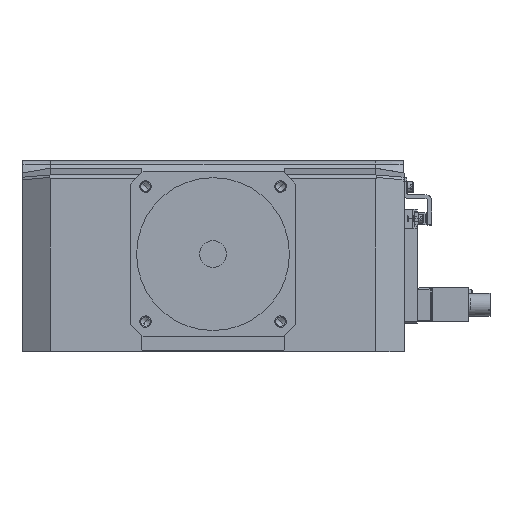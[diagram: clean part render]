
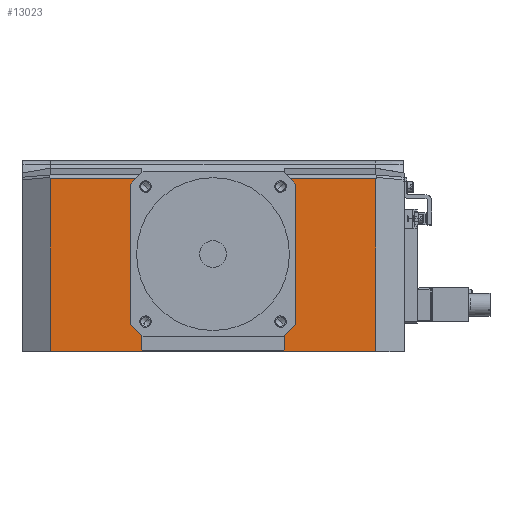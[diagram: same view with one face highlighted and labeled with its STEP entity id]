
A CAD part, front view. The second image highlights one B-rep face of the part: STEP entity #13023.
In plain terms, the highlighted planar face has unit normal (0, -1, 0).
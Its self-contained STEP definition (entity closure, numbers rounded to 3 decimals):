
#12769=CARTESIAN_POINT('Vertex',(-85.299,-29.,90.486)) ;
#12772=CARTESIAN_POINT('Line Origine',(-199.999,-29.,90.486)) ;
#12776=CARTESIAN_POINT('Vertex',(-37.499,-29.,90.486)) ;
#12880=CARTESIAN_POINT('Vertex',(-85.299,-29.,0.)) ;
#12883=CARTESIAN_POINT('Line Origine',(-85.299,-29.,45.243)) ;
#12904=CARTESIAN_POINT('Axis2P3D Location',(0.001,-29.,48.15)) ;
#12909=CARTESIAN_POINT('Line Origine',(37.25,-29.,90.05)) ;
#12913=CARTESIAN_POINT('Vertex',(37.,-29.,90.3)) ;
#12915=CARTESIAN_POINT('Vertex',(37.5,-29.,89.8)) ;
#12918=CARTESIAN_POINT('Line Origine',(37.5,-29.,45.3)) ;
#12922=CARTESIAN_POINT('Vertex',(37.5,-29.,0.8)) ;
#12925=CARTESIAN_POINT('Line Origine',(37.25,-29.,0.55)) ;
#12929=CARTESIAN_POINT('Vertex',(37.,-29.,0.3)) ;
#12932=CARTESIAN_POINT('Line Origine',(0.,-29.,0.3)) ;
#12936=CARTESIAN_POINT('Vertex',(-37.,-29.,0.3)) ;
#12939=CARTESIAN_POINT('Line Origine',(-37.25,-29.,0.55)) ;
#12943=CARTESIAN_POINT('Vertex',(-37.5,-29.,0.8)) ;
#12946=CARTESIAN_POINT('Line Origine',(-37.5,-29.,45.3)) ;
#12950=CARTESIAN_POINT('Vertex',(-37.5,-29.,89.8)) ;
#12953=CARTESIAN_POINT('Line Origine',(-37.25,-29.,90.05)) ;
#12957=CARTESIAN_POINT('Vertex',(-37.,-29.,90.3)) ;
#12960=CARTESIAN_POINT('Line Origine',(-37.25,-29.,90.3)) ;
#12964=CARTESIAN_POINT('Vertex',(-37.499,-29.,90.3)) ;
#12967=CARTESIAN_POINT('Line Origine',(-37.499,-29.,90.393)) ;
#12972=CARTESIAN_POINT('Line Origine',(0.001,-29.,0.)) ;
#12976=CARTESIAN_POINT('Vertex',(85.301,-29.,0.)) ;
#12979=CARTESIAN_POINT('Line Origine',(85.301,-29.,45.243)) ;
#12983=CARTESIAN_POINT('Vertex',(85.301,-29.,90.486)) ;
#12986=CARTESIAN_POINT('Line Origine',(61.401,-29.,90.486)) ;
#12990=CARTESIAN_POINT('Vertex',(37.501,-29.,90.486)) ;
#12993=CARTESIAN_POINT('Line Origine',(37.501,-29.,90.393)) ;
#12997=CARTESIAN_POINT('Vertex',(37.501,-29.,90.3)) ;
#13000=CARTESIAN_POINT('Line Origine',(37.251,-29.,90.3)) ;
#12773=DIRECTION('Vector Direction',(1.,0.,0.)) ;
#12884=DIRECTION('Vector Direction',(0.,0.,-1.)) ;
#12905=DIRECTION('Axis2P3D Direction',(0.,1.,0.)) ;
#12906=DIRECTION('Axis2P3D XDirection',(0.,0.,1.)) ;
#12910=DIRECTION('Vector Direction',(0.707,0.,-0.707)) ;
#12919=DIRECTION('Vector Direction',(0.,0.,1.)) ;
#12926=DIRECTION('Vector Direction',(-0.707,0.,-0.707)) ;
#12933=DIRECTION('Vector Direction',(1.,0.,0.)) ;
#12940=DIRECTION('Vector Direction',(-0.707,0.,0.707)) ;
#12947=DIRECTION('Vector Direction',(0.,0.,-1.)) ;
#12954=DIRECTION('Vector Direction',(0.707,0.,0.707)) ;
#12961=DIRECTION('Vector Direction',(-1.,0.,0.)) ;
#12968=DIRECTION('Vector Direction',(0.,0.,1.)) ;
#12973=DIRECTION('Vector Direction',(-1.,0.,0.)) ;
#12980=DIRECTION('Vector Direction',(0.,0.,1.)) ;
#12987=DIRECTION('Vector Direction',(-1.,0.,0.)) ;
#12994=DIRECTION('Vector Direction',(0.,0.,-1.)) ;
#13001=DIRECTION('Vector Direction',(-1.,0.,0.)) ;
#12907=AXIS2_PLACEMENT_3D('Plane Axis2P3D',#12904,#12905,#12906) ;
#13006=ORIENTED_EDGE('',*,*,#12917,.T.) ;
#13007=ORIENTED_EDGE('',*,*,#12924,.F.) ;
#13008=ORIENTED_EDGE('',*,*,#12931,.T.) ;
#13009=ORIENTED_EDGE('',*,*,#12938,.F.) ;
#13010=ORIENTED_EDGE('',*,*,#12945,.T.) ;
#13011=ORIENTED_EDGE('',*,*,#12952,.F.) ;
#13012=ORIENTED_EDGE('',*,*,#12959,.T.) ;
#13013=ORIENTED_EDGE('',*,*,#12966,.T.) ;
#13014=ORIENTED_EDGE('',*,*,#12971,.T.) ;
#13015=ORIENTED_EDGE('',*,*,#12778,.T.) ;
#13016=ORIENTED_EDGE('',*,*,#12887,.T.) ;
#13017=ORIENTED_EDGE('',*,*,#12978,.F.) ;
#13018=ORIENTED_EDGE('',*,*,#12985,.T.) ;
#13019=ORIENTED_EDGE('',*,*,#12992,.T.) ;
#13020=ORIENTED_EDGE('',*,*,#12999,.T.) ;
#13021=ORIENTED_EDGE('',*,*,#13004,.T.) ;
#12774=VECTOR('Line Direction',#12773,1.) ;
#12885=VECTOR('Line Direction',#12884,1.) ;
#12911=VECTOR('Line Direction',#12910,1.) ;
#12920=VECTOR('Line Direction',#12919,1.) ;
#12927=VECTOR('Line Direction',#12926,1.) ;
#12934=VECTOR('Line Direction',#12933,1.) ;
#12941=VECTOR('Line Direction',#12940,1.) ;
#12948=VECTOR('Line Direction',#12947,1.) ;
#12955=VECTOR('Line Direction',#12954,1.) ;
#12962=VECTOR('Line Direction',#12961,1.) ;
#12969=VECTOR('Line Direction',#12968,1.) ;
#12974=VECTOR('Line Direction',#12973,1.) ;
#12981=VECTOR('Line Direction',#12980,1.) ;
#12988=VECTOR('Line Direction',#12987,1.) ;
#12995=VECTOR('Line Direction',#12994,1.) ;
#13002=VECTOR('Line Direction',#13001,1.) ;
#13023=ADVANCED_FACE('LINEAREINHEIT',(#13022),#12908,.F.) ;
#12778=EDGE_CURVE('',#12777,#12770,#12775,.F.) ;
#12887=EDGE_CURVE('',#12770,#12881,#12886,.T.) ;
#12917=EDGE_CURVE('',#12914,#12916,#12912,.T.) ;
#12924=EDGE_CURVE('',#12923,#12916,#12921,.T.) ;
#12931=EDGE_CURVE('',#12923,#12930,#12928,.T.) ;
#12938=EDGE_CURVE('',#12937,#12930,#12935,.T.) ;
#12945=EDGE_CURVE('',#12937,#12944,#12942,.T.) ;
#12952=EDGE_CURVE('',#12951,#12944,#12949,.T.) ;
#12959=EDGE_CURVE('',#12951,#12958,#12956,.T.) ;
#12966=EDGE_CURVE('',#12958,#12965,#12963,.T.) ;
#12971=EDGE_CURVE('',#12965,#12777,#12970,.T.) ;
#12978=EDGE_CURVE('',#12977,#12881,#12975,.T.) ;
#12985=EDGE_CURVE('',#12977,#12984,#12982,.T.) ;
#12992=EDGE_CURVE('',#12984,#12991,#12989,.T.) ;
#12999=EDGE_CURVE('',#12991,#12998,#12996,.T.) ;
#13004=EDGE_CURVE('',#12998,#12914,#13003,.T.) ;
#13005=EDGE_LOOP('',(#13006,#13007,#13008,#13009,#13010,#13011,#13012,#13013,#13014,#13015,#13016,#13017,#13018,#13019,#13020,#13021)) ;
#13022=FACE_OUTER_BOUND('',#13005,.T.) ;
#12775=LINE('Line',#12772,#12774) ;
#12886=LINE('Line',#12883,#12885) ;
#12912=LINE('Line',#12909,#12911) ;
#12921=LINE('Line',#12918,#12920) ;
#12928=LINE('Line',#12925,#12927) ;
#12935=LINE('Line',#12932,#12934) ;
#12942=LINE('Line',#12939,#12941) ;
#12949=LINE('Line',#12946,#12948) ;
#12956=LINE('Line',#12953,#12955) ;
#12963=LINE('Line',#12960,#12962) ;
#12970=LINE('Line',#12967,#12969) ;
#12975=LINE('Line',#12972,#12974) ;
#12982=LINE('Line',#12979,#12981) ;
#12989=LINE('Line',#12986,#12988) ;
#12996=LINE('Line',#12993,#12995) ;
#13003=LINE('Line',#13000,#13002) ;
#12908=PLANE('Plane',#12907) ;
#12770=VERTEX_POINT('',#12769) ;
#12777=VERTEX_POINT('',#12776) ;
#12881=VERTEX_POINT('',#12880) ;
#12914=VERTEX_POINT('',#12913) ;
#12916=VERTEX_POINT('',#12915) ;
#12923=VERTEX_POINT('',#12922) ;
#12930=VERTEX_POINT('',#12929) ;
#12937=VERTEX_POINT('',#12936) ;
#12944=VERTEX_POINT('',#12943) ;
#12951=VERTEX_POINT('',#12950) ;
#12958=VERTEX_POINT('',#12957) ;
#12965=VERTEX_POINT('',#12964) ;
#12977=VERTEX_POINT('',#12976) ;
#12984=VERTEX_POINT('',#12983) ;
#12991=VERTEX_POINT('',#12990) ;
#12998=VERTEX_POINT('',#12997) ;
